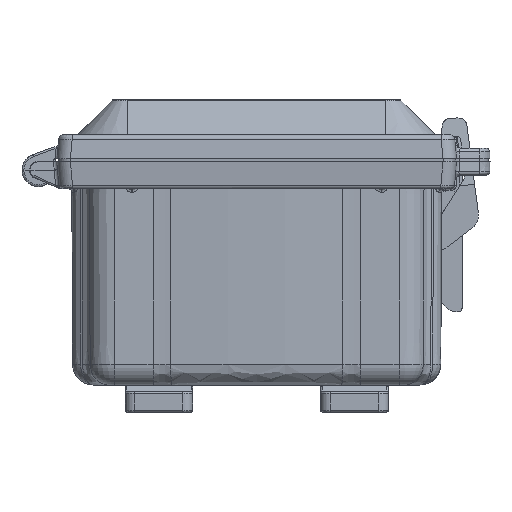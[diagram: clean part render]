
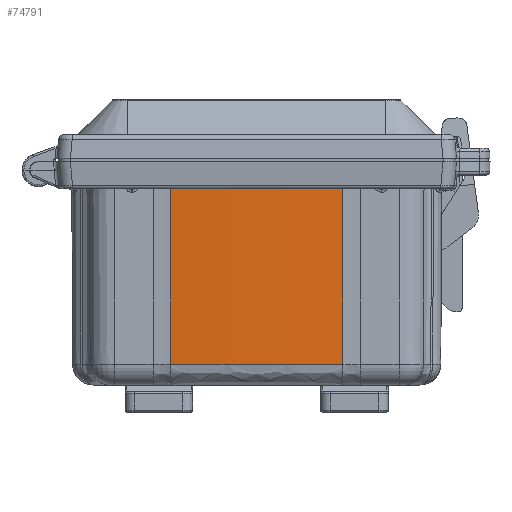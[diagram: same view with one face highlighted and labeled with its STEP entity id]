
A CAD part, front view. The second image highlights one B-rep face of the part: STEP entity #74791.
In plain terms, the highlighted conical face has half-angle 0.25 degrees and reference radius 623.071 mm.
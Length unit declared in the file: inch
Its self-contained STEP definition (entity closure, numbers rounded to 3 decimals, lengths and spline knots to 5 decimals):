
#5046 = CARTESIAN_POINT ( 'NONE',  ( 1.5946, -4.14197, -1.97821 ) ) ;
#8466 = DIRECTION ( 'NONE',  ( 0., 0., -1. ) ) ;
#8519 = DIRECTION ( 'NONE',  ( 0.066, -0.998, 0. ) ) ;
#8928 = AXIS2_PLACEMENT_3D ( 'NONE', #16554, #81833, #8519 ) ;
#10174 = DIRECTION ( 'NONE',  ( -1., 0., 0. ) ) ;
#13809 = EDGE_CURVE ( 'NONE', #63631, #79515, #14033, .T. ) ;
#14033 = CIRCLE ( 'NONE', #8928, 24.51488 ) ;
#16554 = CARTESIAN_POINT ( 'NONE',  ( 0., 20.32875, -3.7517 ) ) ;
#22401 = VERTEX_POINT ( 'NONE', #30387 ) ;
#26493 = VECTOR ( 'NONE', #70312, 39.37008 ) ;
#30387 = CARTESIAN_POINT ( 'NONE',  ( -1.5951, -4.14969, -0.20472 ) ) ;
#32546 = DIRECTION ( 'NONE',  ( 0., -1., 0. ) ) ;
#33778 = EDGE_CURVE ( 'NONE', #22401, #79515, #100792, .T. ) ;
#35481 = CARTESIAN_POINT ( 'NONE',  ( -1.5946, -4.14197, -1.97821 ) ) ;
#41224 = CARTESIAN_POINT ( 'NONE',  ( 0., 20.32875, -0.20472 ) ) ;
#42807 = FACE_OUTER_BOUND ( 'NONE', #87738, .T. ) ;
#44637 = VECTOR ( 'NONE', #83160, 39.37008 ) ;
#46892 = ORIENTED_EDGE ( 'NONE', *, *, #75986, .T. ) ;
#48065 = ORIENTED_EDGE ( 'NONE', *, *, #33778, .T. ) ;
#50237 = CARTESIAN_POINT ( 'NONE',  ( -1.59409, -4.13425, -3.7517 ) ) ;
#56626 = CARTESIAN_POINT ( 'NONE',  ( 0., 20.32875, -0.20472 ) ) ;
#59131 = AXIS2_PLACEMENT_3D ( 'NONE', #41224, #91032, #10174 ) ;
#63631 = VERTEX_POINT ( 'NONE', #95815 ) ;
#65232 = ORIENTED_EDGE ( 'NONE', *, *, #77887, .T. ) ;
#70017 = VERTEX_POINT ( 'NONE', #78389 ) ;
#70312 = DIRECTION ( 'NONE',  ( 0., -0.004, 1. ) ) ;
#74479 = CONICAL_SURFACE ( 'NONE', #59131, 24.53036, 0.004 ) ;
#74791 = ADVANCED_FACE ( 'NONE', ( #42807 ), #74479, .T. ) ;
#75986 = EDGE_CURVE ( 'NONE', #63631, #70017, #78356, .T. ) ;
#77887 = EDGE_CURVE ( 'NONE', #70017, #22401, #82972, .T. ) ;
#78356 = LINE ( 'NONE', #5046, #26493 ) ;
#78389 = CARTESIAN_POINT ( 'NONE',  ( 1.5951, -4.14969, -0.20472 ) ) ;
#79515 = VERTEX_POINT ( 'NONE', #50237 ) ;
#81833 = DIRECTION ( 'NONE',  ( 0., 0., -1. ) ) ;
#82972 = CIRCLE ( 'NONE', #105233, 24.53036 ) ;
#83160 = DIRECTION ( 'NONE',  ( 0., 0.004, -1. ) ) ;
#87738 = EDGE_LOOP ( 'NONE', ( #65232, #48065, #91088, #46892 ) ) ;
#91032 = DIRECTION ( 'NONE',  ( 0., 0., 1. ) ) ;
#91088 = ORIENTED_EDGE ( 'NONE', *, *, #13809, .F. ) ;
#95815 = CARTESIAN_POINT ( 'NONE',  ( 1.59409, -4.13425, -3.7517 ) ) ;
#100792 = LINE ( 'NONE', #35481, #44637 ) ;
#105233 = AXIS2_PLACEMENT_3D ( 'NONE', #56626, #8466, #32546 ) ;
